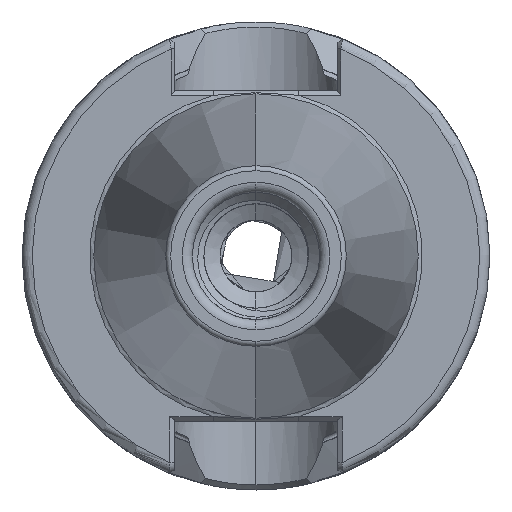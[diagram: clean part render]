
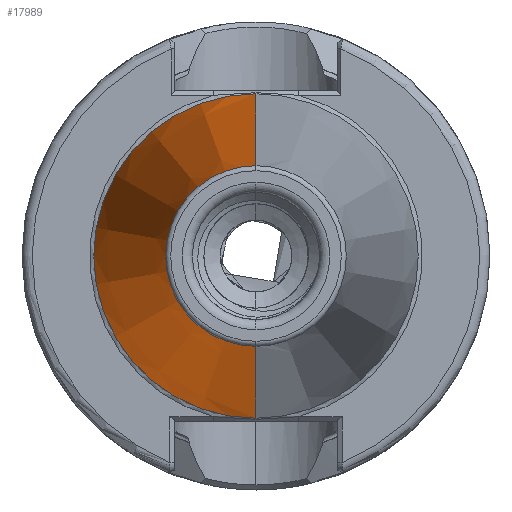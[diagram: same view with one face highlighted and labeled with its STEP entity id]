
A CAD part, left-side view. The second image highlights one B-rep face of the part: STEP entity #17989.
In plain terms, the highlighted conical face has half-angle 8.297 degrees and reference radius 15.948 mm.
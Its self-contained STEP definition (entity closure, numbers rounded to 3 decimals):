
#766 = EDGE_CURVE ( 'NONE', #8770, #8767, #12092, .T. ) ;
#812 = EDGE_CURVE ( 'NONE', #8777, #8767, #12065, .T. ) ;
#846 = EDGE_CURVE ( 'NONE', #8774, #8777, #12096, .T. ) ;
#857 = EDGE_CURVE ( 'NONE', #8774, #8770, #12125, .T. ) ;
#1101 = EDGE_LOOP ( 'NONE', ( #18636, #18656, #18624, #18677 ) ) ;
#1119 = AXIS2_PLACEMENT_3D ( 'NONE', #14398, #14430, #14433 ) ;
#1132 = AXIS2_PLACEMENT_3D ( 'NONE', #14320, #14326, #14328 ) ;
#2313 = CONICAL_SURFACE ( 'NONE', #6347, 15.948, 0.145 ) ;
#2314 = FACE_OUTER_BOUND ( 'NONE', #1101, .T. ) ;
#6347 = AXIS2_PLACEMENT_3D ( 'NONE', #22352, #22310, #22318 ) ;
#8767 = VERTEX_POINT ( 'NONE', #12625 ) ;
#8770 = VERTEX_POINT ( 'NONE', #12650 ) ;
#8774 = VERTEX_POINT ( 'NONE', #12632 ) ;
#8777 = VERTEX_POINT ( 'NONE', #12670 ) ;
#12065 = CIRCLE ( 'NONE', #1119, 15.948 ) ;
#12080 = VECTOR ( 'NONE', #15207, 1000. ) ;
#12092 = LINE ( 'NONE', #15195, #12080 ) ;
#12096 = LINE ( 'NONE', #14325, #12105 ) ;
#12105 = VECTOR ( 'NONE', #14330, 1000. ) ;
#12125 = CIRCLE ( 'NONE', #1132, 8.879 ) ;
#12625 = CARTESIAN_POINT ( 'NONE',  ( -1.5, 0., 15.948 ) ) ;
#12632 = CARTESIAN_POINT ( 'NONE',  ( -49.972, 0., -8.879 ) ) ;
#12650 = CARTESIAN_POINT ( 'NONE',  ( -49.972, 0., 8.879 ) ) ;
#12670 = CARTESIAN_POINT ( 'NONE',  ( -1.5, 0., -15.948 ) ) ;
#14320 = CARTESIAN_POINT ( 'NONE',  ( -49.972, 0., 0. ) ) ;
#14325 = CARTESIAN_POINT ( 'NONE',  ( -1.5, 0., -15.948 ) ) ;
#14326 = DIRECTION ( 'NONE',  ( 1., 0., 0. ) ) ;
#14328 = DIRECTION ( 'NONE',  ( 0., 0., -1. ) ) ;
#14330 = DIRECTION ( 'NONE',  ( 0.99, 0., -0.144 ) ) ;
#14398 = CARTESIAN_POINT ( 'NONE',  ( -1.5, 0., 0. ) ) ;
#14430 = DIRECTION ( 'NONE',  ( 1., 0., 0. ) ) ;
#14433 = DIRECTION ( 'NONE',  ( 0., 0., -1. ) ) ;
#15195 = CARTESIAN_POINT ( 'NONE',  ( -1.5, 0., 15.948 ) ) ;
#15207 = DIRECTION ( 'NONE',  ( 0.99, 0., 0.144 ) ) ;
#17989 = ADVANCED_FACE ( 'NONE', ( #2314 ), #2313, .T. ) ;
#18624 = ORIENTED_EDGE ( 'NONE', *, *, #812, .F. ) ;
#18636 = ORIENTED_EDGE ( 'NONE', *, *, #857, .T. ) ;
#18656 = ORIENTED_EDGE ( 'NONE', *, *, #766, .T. ) ;
#18677 = ORIENTED_EDGE ( 'NONE', *, *, #846, .F. ) ;
#22310 = DIRECTION ( 'NONE',  ( 1., 0., 0. ) ) ;
#22318 = DIRECTION ( 'NONE',  ( 0., 0., -1. ) ) ;
#22352 = CARTESIAN_POINT ( 'NONE',  ( -1.5, 0., 0. ) ) ;
